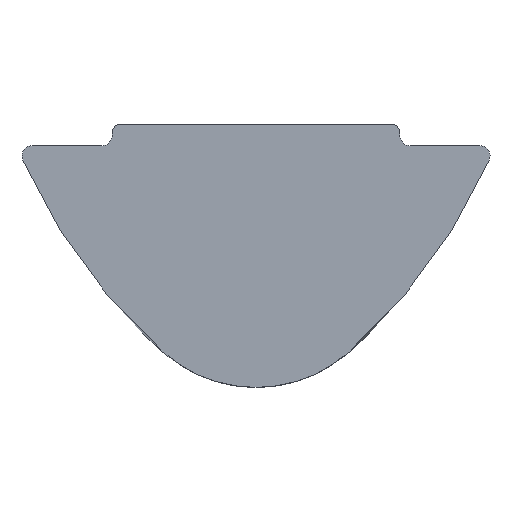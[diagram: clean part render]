
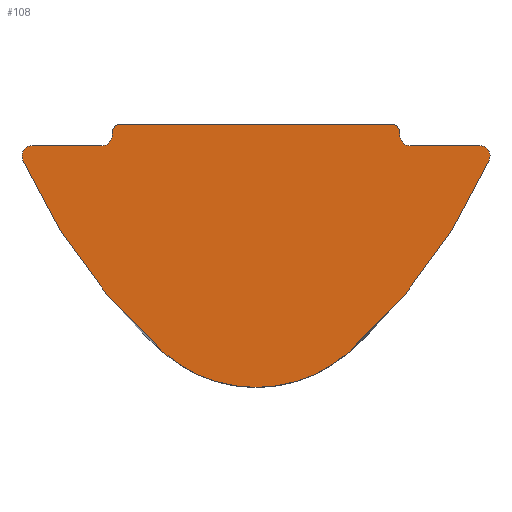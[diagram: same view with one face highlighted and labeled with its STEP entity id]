
A CAD part, front view. The second image highlights one B-rep face of the part: STEP entity #108.
In plain terms, the highlighted planar face has unit normal (0, -1, 0).
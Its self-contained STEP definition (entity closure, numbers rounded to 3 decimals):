
#11 = AXIS2_PLACEMENT_3D ( 'NONE', #91, #631, #144 ) ;
#18 = ORIENTED_EDGE ( 'NONE', *, *, #884, .T. ) ;
#25 = ORIENTED_EDGE ( 'NONE', *, *, #886, .T. ) ;
#26 = VERTEX_POINT ( 'NONE', #275 ) ;
#33 = VERTEX_POINT ( 'NONE', #204 ) ;
#64 = AXIS2_PLACEMENT_3D ( 'NONE', #926, #941, #943 ) ;
#68 = ORIENTED_EDGE ( 'NONE', *, *, #399, .T. ) ;
#91 = CARTESIAN_POINT ( 'NONE',  ( -7.968, -7.5, 5.473 ) ) ;
#108 = ADVANCED_FACE ( 'NONE', ( #188 ), #300, .T. ) ;
#114 = AXIS2_PLACEMENT_3D ( 'NONE', #543, #615, #934 ) ;
#118 = DIRECTION ( 'NONE',  ( 0., 0., -1. ) ) ;
#137 = CIRCLE ( 'NONE', #733, 16. ) ;
#142 = CARTESIAN_POINT ( 'NONE',  ( 4.1, -7.5, 0. ) ) ;
#144 = DIRECTION ( 'NONE',  ( 0., 0., -1. ) ) ;
#158 = ORIENTED_EDGE ( 'NONE', *, *, #190, .T. ) ;
#159 = DIRECTION ( 'NONE',  ( 0., -1., 0. ) ) ;
#183 = EDGE_LOOP ( 'NONE', ( #271, #569, #918, #68, #647, #951, #665, #852, #599, #824, #253, #158, #618, #25, #18 ) ) ;
#188 = FACE_OUTER_BOUND ( 'NONE', #183, .T. ) ;
#190 = EDGE_CURVE ( 'NONE', #695, #225, #423, .T. ) ;
#195 = CARTESIAN_POINT ( 'NONE',  ( -4.1, -7.5, -0.2 ) ) ;
#204 = CARTESIAN_POINT ( 'NONE',  ( -6.38, -7.5, -0.6 ) ) ;
#207 = CARTESIAN_POINT ( 'NONE',  ( -3.9, -7.5, 0. ) ) ;
#213 = VERTEX_POINT ( 'NONE', #286 ) ;
#224 = EDGE_CURVE ( 'NONE', #266, #264, #376, .T. ) ;
#225 = VERTEX_POINT ( 'NONE', #327 ) ;
#229 = EDGE_CURVE ( 'NONE', #26, #33, #448, .T. ) ;
#230 = EDGE_CURVE ( 'NONE', #536, #26, #373, .T. ) ;
#243 = CIRCLE ( 'NONE', #453, 0.2 ) ;
#253 = ORIENTED_EDGE ( 'NONE', *, *, #935, .T. ) ;
#264 = VERTEX_POINT ( 'NONE', #876 ) ;
#266 = VERTEX_POINT ( 'NONE', #207 ) ;
#271 = ORIENTED_EDGE ( 'NONE', *, *, #821, .F. ) ;
#275 = CARTESIAN_POINT ( 'NONE',  ( -4.4, -7.5, -0.6 ) ) ;
#281 = VERTEX_POINT ( 'NONE', #195 ) ;
#286 = CARTESIAN_POINT ( 'NONE',  ( 6.38, -7.5, -0.6 ) ) ;
#290 = DIRECTION ( 'NONE',  ( 1., 0., 0. ) ) ;
#297 = LINE ( 'NONE', #576, #522 ) ;
#300 = PLANE ( 'NONE',  #832 ) ;
#308 = CIRCLE ( 'NONE', #717, 0.3 ) ;
#327 = CARTESIAN_POINT ( 'NONE',  ( 6.655, -7.5, -1.022 ) ) ;
#329 = CARTESIAN_POINT ( 'NONE',  ( 4.4, -7.5, -0.6 ) ) ;
#355 = VERTEX_POINT ( 'NONE', #329 ) ;
#373 = CIRCLE ( 'NONE', #439, 0.3 ) ;
#375 = AXIS2_PLACEMENT_3D ( 'NONE', #678, #551, #565 ) ;
#376 = LINE ( 'NONE', #688, #451 ) ;
#390 = CIRCLE ( 'NONE', #64, 0.2 ) ;
#391 = CIRCLE ( 'NONE', #400, 0.3 ) ;
#394 = DIRECTION ( 'NONE',  ( 0., 1., 0. ) ) ;
#399 = EDGE_CURVE ( 'NONE', #266, #281, #243, .T. ) ;
#400 = AXIS2_PLACEMENT_3D ( 'NONE', #578, #589, #594 ) ;
#423 = CIRCLE ( 'NONE', #11, 16. ) ;
#439 = AXIS2_PLACEMENT_3D ( 'NONE', #455, #394, #479 ) ;
#447 = CARTESIAN_POINT ( 'NONE',  ( 6.38, -7.5, -0.6 ) ) ;
#448 = LINE ( 'NONE', #447, #463 ) ;
#451 = VECTOR ( 'NONE', #290, 1000. ) ;
#453 = AXIS2_PLACEMENT_3D ( 'NONE', #893, #905, #892 ) ;
#455 = CARTESIAN_POINT ( 'NONE',  ( -4.4, -7.5, -0.3 ) ) ;
#463 = VECTOR ( 'NONE', #887, 1000. ) ;
#468 = VERTEX_POINT ( 'NONE', #891 ) ;
#479 = DIRECTION ( 'NONE',  ( 0., 0., -1. ) ) ;
#484 = VECTOR ( 'NONE', #118, 1000. ) ;
#499 = VECTOR ( 'NONE', #572, 1000. ) ;
#508 = CARTESIAN_POINT ( 'NONE',  ( -7.968, -7.5, 5.473 ) ) ;
#522 = VECTOR ( 'NONE', #600, 1000. ) ;
#525 = DIRECTION ( 'NONE',  ( 0., 0., -1. ) ) ;
#527 = DIRECTION ( 'NONE',  ( 0., -1., 0. ) ) ;
#529 = VERTEX_POINT ( 'NONE', #882 ) ;
#531 = VERTEX_POINT ( 'NONE', #885 ) ;
#533 = CARTESIAN_POINT ( 'NONE',  ( 7.968, -7.5, 5.473 ) ) ;
#536 = VERTEX_POINT ( 'NONE', #883 ) ;
#543 = CARTESIAN_POINT ( 'NONE',  ( 0., -7.5, -3.5 ) ) ;
#551 = DIRECTION ( 'NONE',  ( 0., -1., 0. ) ) ;
#554 = CARTESIAN_POINT ( 'NONE',  ( -2.656, -7.5, -6.491 ) ) ;
#558 = DIRECTION ( 'NONE',  ( 0., 0., -1. ) ) ;
#560 = DIRECTION ( 'NONE',  ( 0., 1., 0. ) ) ;
#565 = DIRECTION ( 'NONE',  ( 0., 0., -1. ) ) ;
#567 = CARTESIAN_POINT ( 'NONE',  ( 4.4, -7.5, -0.3 ) ) ;
#569 = ORIENTED_EDGE ( 'NONE', *, *, #942, .T. ) ;
#572 = DIRECTION ( 'NONE',  ( 0., 0., -1. ) ) ;
#576 = CARTESIAN_POINT ( 'NONE',  ( 6.38, -7.5, -0.6 ) ) ;
#578 = CARTESIAN_POINT ( 'NONE',  ( -6.38, -7.5, -0.9 ) ) ;
#581 = CARTESIAN_POINT ( 'NONE',  ( -4.1, -7.5, 0. ) ) ;
#589 = DIRECTION ( 'NONE',  ( 0., -1., 0. ) ) ;
#594 = DIRECTION ( 'NONE',  ( 0., 0., -1. ) ) ;
#599 = ORIENTED_EDGE ( 'NONE', *, *, #955, .T. ) ;
#600 = DIRECTION ( 'NONE',  ( -1., 0., 0. ) ) ;
#610 = CIRCLE ( 'NONE', #375, 4. ) ;
#615 = DIRECTION ( 'NONE',  ( 0., -1., 0. ) ) ;
#618 = ORIENTED_EDGE ( 'NONE', *, *, #775, .T. ) ;
#631 = DIRECTION ( 'NONE',  ( 0., -1., 0. ) ) ;
#647 = ORIENTED_EDGE ( 'NONE', *, *, #881, .T. ) ;
#663 = DIRECTION ( 'NONE',  ( 0., -1., 0. ) ) ;
#665 = ORIENTED_EDGE ( 'NONE', *, *, #229, .T. ) ;
#666 = DIRECTION ( 'NONE',  ( 0., 0., -1. ) ) ;
#673 = CARTESIAN_POINT ( 'NONE',  ( 6.38, -7.5, -0.9 ) ) ;
#678 = CARTESIAN_POINT ( 'NONE',  ( 0., -7.5, -3.5 ) ) ;
#688 = CARTESIAN_POINT ( 'NONE',  ( 4.1, -7.5, 0. ) ) ;
#695 = VERTEX_POINT ( 'NONE', #834 ) ;
#711 = CIRCLE ( 'NONE', #114, 4. ) ;
#717 = AXIS2_PLACEMENT_3D ( 'NONE', #673, #663, #666 ) ;
#733 = AXIS2_PLACEMENT_3D ( 'NONE', #533, #527, #525 ) ;
#738 = DIRECTION ( 'NONE',  ( 0., 0., -1. ) ) ;
#762 = CIRCLE ( 'NONE', #851, 0.3 ) ;
#775 = EDGE_CURVE ( 'NONE', #225, #213, #308, .T. ) ;
#821 = EDGE_CURVE ( 'NONE', #468, #531, #855, .T. ) ;
#824 = ORIENTED_EDGE ( 'NONE', *, *, #940, .T. ) ;
#832 = AXIS2_PLACEMENT_3D ( 'NONE', #508, #159, #738 ) ;
#834 = CARTESIAN_POINT ( 'NONE',  ( 2.656, -7.5, -6.491 ) ) ;
#842 = EDGE_CURVE ( 'NONE', #33, #529, #391, .T. ) ;
#851 = AXIS2_PLACEMENT_3D ( 'NONE', #567, #560, #558 ) ;
#852 = ORIENTED_EDGE ( 'NONE', *, *, #842, .T. ) ;
#855 = LINE ( 'NONE', #142, #484 ) ;
#863 = CARTESIAN_POINT ( 'NONE',  ( 0., -7.5, -7.5 ) ) ;
#876 = CARTESIAN_POINT ( 'NONE',  ( 3.9, -7.5, 0. ) ) ;
#881 = EDGE_CURVE ( 'NONE', #281, #536, #923, .T. ) ;
#882 = CARTESIAN_POINT ( 'NONE',  ( -6.655, -7.5, -1.022 ) ) ;
#883 = CARTESIAN_POINT ( 'NONE',  ( -4.1, -7.5, -0.3 ) ) ;
#884 = EDGE_CURVE ( 'NONE', #355, #531, #762, .T. ) ;
#885 = CARTESIAN_POINT ( 'NONE',  ( 4.1, -7.5, -0.3 ) ) ;
#886 = EDGE_CURVE ( 'NONE', #213, #355, #297, .T. ) ;
#887 = DIRECTION ( 'NONE',  ( -1., 0., 0. ) ) ;
#891 = CARTESIAN_POINT ( 'NONE',  ( 4.1, -7.5, -0.2 ) ) ;
#892 = DIRECTION ( 'NONE',  ( 0., 0., -1. ) ) ;
#893 = CARTESIAN_POINT ( 'NONE',  ( -3.9, -7.5, -0.2 ) ) ;
#905 = DIRECTION ( 'NONE',  ( 0., -1., 0. ) ) ;
#911 = VERTEX_POINT ( 'NONE', #554 ) ;
#918 = ORIENTED_EDGE ( 'NONE', *, *, #224, .F. ) ;
#923 = LINE ( 'NONE', #581, #499 ) ;
#926 = CARTESIAN_POINT ( 'NONE',  ( 3.9, -7.5, -0.2 ) ) ;
#934 = DIRECTION ( 'NONE',  ( 0., 0., -1. ) ) ;
#935 = EDGE_CURVE ( 'NONE', #946, #695, #610, .T. ) ;
#940 = EDGE_CURVE ( 'NONE', #911, #946, #711, .T. ) ;
#941 = DIRECTION ( 'NONE',  ( 0., -1., 0. ) ) ;
#942 = EDGE_CURVE ( 'NONE', #468, #264, #390, .T. ) ;
#943 = DIRECTION ( 'NONE',  ( 0., 0., -1. ) ) ;
#946 = VERTEX_POINT ( 'NONE', #863 ) ;
#951 = ORIENTED_EDGE ( 'NONE', *, *, #230, .T. ) ;
#955 = EDGE_CURVE ( 'NONE', #529, #911, #137, .T. ) ;
